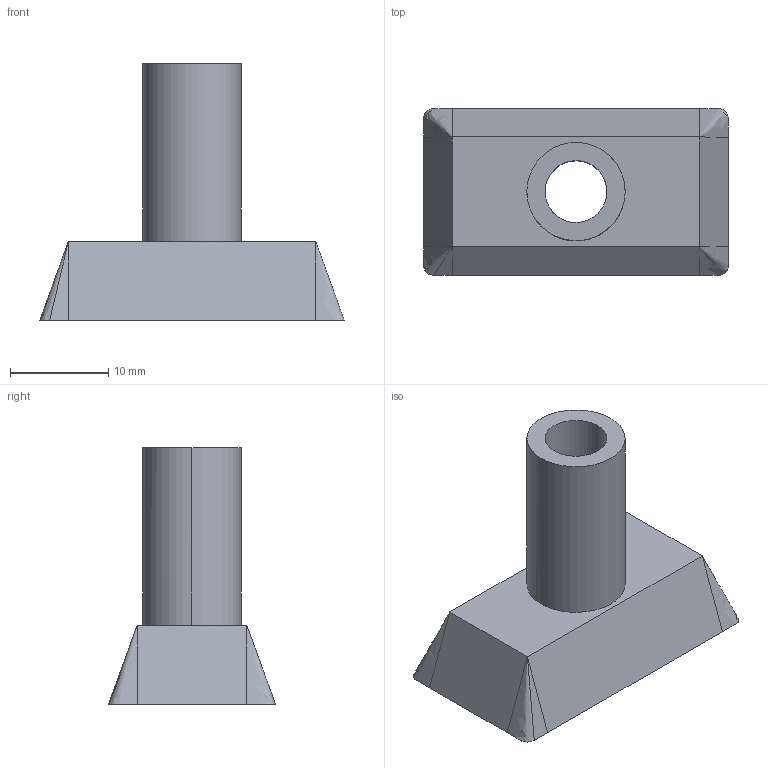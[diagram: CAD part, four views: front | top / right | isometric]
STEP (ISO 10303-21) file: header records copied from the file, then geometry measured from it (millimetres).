
FILE_DESCRIPTION(/* description */ (''),/* implementation_level */ '2;1');
FILE_NAME(/* name */ 'CONEV4~1',/* time_stamp */ '2022-10-03T12:56:45+02:00',/* author */ (''),/* organization */ (''),/* preprocessor_version */ 'ST-DEVELOPER v16.5',/* originating_system */ '',/* authorisation */ '');
FILE_SCHEMA (('AUTOMOTIVE_DESIGN'));
Length unit declared in the file: millimetre
Products named in the file (1): Document
Bounding box: 31 x 17 x 26.15 mm (x, y, z)
Volume: 3421.7 mm3; surface area: 2713.3 mm2
Topology: 2 solids, 2 shells, 22 faces, 53 edges, 30 vertices
Faces by surface type: bspline 22
Entity records: 3170 total; most frequent: CARTESIAN_POINT 2562, ORIENTED_EDGE 96, PCURVE 96, DEFINITIONAL_REPRESENTATION 96, B_SPLINE_CURVE_WITH_KNOTS 85, SURFACE_CURVE 48, EDGE_CURVE 48, VERTEX_POINT 30
